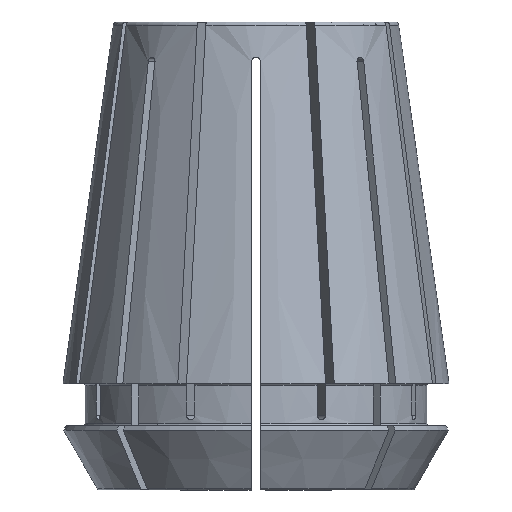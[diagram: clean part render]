
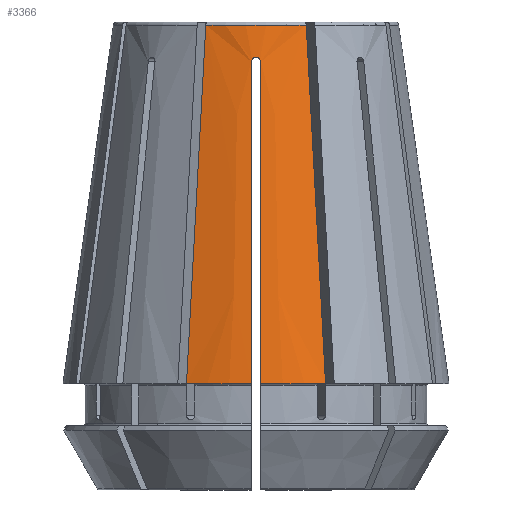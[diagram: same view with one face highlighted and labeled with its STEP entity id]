
A CAD part, front view. The second image highlights one B-rep face of the part: STEP entity #3366.
In plain terms, the highlighted conical face has half-angle 8 degrees and reference radius 16.5 mm.
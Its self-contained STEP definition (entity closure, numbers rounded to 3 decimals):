
#54=CONICAL_SURFACE('',#3703,16.5,0.14);
#669=B_SPLINE_CURVE_WITH_KNOTS('',3,(#5788,#5789,#5790,#5791,#5792,#5793,
#5794,#5795,#5796,#5797),.UNSPECIFIED.,.F.,.U.,(4,3,3,4),(0.02,
0.023,0.046,0.048),.UNSPECIFIED.);
#687=B_SPLINE_CURVE_WITH_KNOTS('',3,(#5928,#5929,#5930,#5931,#5932,#5933,
#5934),.UNSPECIFIED.,.F.,.U.,(4,3,4),(0.,0.021,
0.031),.UNSPECIFIED.);
#707=B_SPLINE_CURVE_WITH_KNOTS('',3,(#6102,#6103,#6104,#6105,#6106,#6107,
#6108),.UNSPECIFIED.,.F.,.U.,(4,3,4),(0.,0.021,
0.031),.UNSPECIFIED.);
#708=B_SPLINE_CURVE_WITH_KNOTS('',3,(#6109,#6110,#6111,#6112,#6113),
 .UNSPECIFIED.,.F.,.U.,(4,1,4),(0.,0.001,
0.001),.UNSPECIFIED.);
#709=B_SPLINE_CURVE_WITH_KNOTS('',3,(#6115,#6116,#6117,#6118,#6119,#6120,
#6121,#6122,#6123,#6124),.UNSPECIFIED.,.F.,.U.,(4,3,3,4),(0.02,
0.023,0.046,0.048),.UNSPECIFIED.);
#729=VERTEX_POINT('',#4521);
#730=VERTEX_POINT('',#4523);
#977=VERTEX_POINT('',#5453);
#978=VERTEX_POINT('',#5455);
#1049=VERTEX_POINT('',#5787);
#1061=VERTEX_POINT('',#5927);
#1077=VERTEX_POINT('',#6101);
#1078=VERTEX_POINT('',#6114);
#1085=CIRCLE('',#3409,16.5);
#1215=CIRCLE('',#3628,16.5);
#1238=CIRCLE('',#3704,12.194);
#1251=EDGE_CURVE('',#730,#729,#1085,.T.);
#1568=EDGE_CURVE('',#978,#977,#1215,.T.);
#1677=EDGE_CURVE('',#1049,#977,#669,.T.);
#1712=EDGE_CURVE('',#1061,#729,#687,.T.);
#1753=EDGE_CURVE('',#1077,#1061,#1238,.T.);
#1754=EDGE_CURVE('',#1077,#978,#707,.T.);
#1755=EDGE_CURVE('',#1049,#1078,#708,.T.);
#1756=EDGE_CURVE('',#1078,#730,#709,.T.);
#2600=ORIENTED_EDGE('',*,*,#1712,.F.);
#2601=ORIENTED_EDGE('',*,*,#1753,.F.);
#2602=ORIENTED_EDGE('',*,*,#1754,.T.);
#2603=ORIENTED_EDGE('',*,*,#1568,.T.);
#2604=ORIENTED_EDGE('',*,*,#1677,.F.);
#2605=ORIENTED_EDGE('',*,*,#1755,.T.);
#2606=ORIENTED_EDGE('',*,*,#1756,.T.);
#2607=ORIENTED_EDGE('',*,*,#1251,.T.);
#3006=EDGE_LOOP('',(#2600,#2601,#2602,#2603,#2604,#2605,#2606,#2607));
#3186=FACE_BOUND('',#3006,.T.);
#3366=ADVANCED_FACE('',(#3186),#54,.T.);
#3409=AXIS2_PLACEMENT_3D('',#4522,#3755,#3756);
#3628=AXIS2_PLACEMENT_3D('',#5454,#4221,#4222);
#3703=AXIS2_PLACEMENT_3D('',#6099,#4421,#4422);
#3704=AXIS2_PLACEMENT_3D('',#6100,#4423,#4424);
#3755=DIRECTION('',(0.,0.,1.));
#3756=DIRECTION('',(16.5,0.,0.));
#4221=DIRECTION('',(0.,0.,1.));
#4222=DIRECTION('',(16.5,0.,0.));
#4421=DIRECTION('',(0.,0.,-1.));
#4422=DIRECTION('',(-16.5,0.,0.));
#4423=DIRECTION('',(0.,0.,1.));
#4424=DIRECTION('',(12.194,0.,0.));
#4521=CARTESIAN_POINT('',(5.943,-15.393,9.3));
#4522=CARTESIAN_POINT('',(0.,0.,9.3));
#4523=CARTESIAN_POINT('',(0.4,-16.495,9.3));
#5453=CARTESIAN_POINT('',(-0.4,-16.495,9.3));
#5454=CARTESIAN_POINT('',(0.,0.,9.3));
#5455=CARTESIAN_POINT('',(-5.943,-15.393,9.3));
#5787=CARTESIAN_POINT('',(-0.4,-12.629,36.8));
#5788=CARTESIAN_POINT('',(-0.4,-12.629,36.8));
#5789=CARTESIAN_POINT('',(-0.4,-12.769,35.802));
#5790=CARTESIAN_POINT('',(-0.4,-12.909,34.805));
#5791=CARTESIAN_POINT('',(-0.4,-13.05,33.807));
#5792=CARTESIAN_POINT('',(-0.4,-14.113,26.241));
#5793=CARTESIAN_POINT('',(-0.4,-15.177,18.675));
#5794=CARTESIAN_POINT('',(-0.4,-16.241,11.109));
#5795=CARTESIAN_POINT('',(-0.4,-16.326,10.506));
#5796=CARTESIAN_POINT('',(-0.4,-16.41,9.903));
#5797=CARTESIAN_POINT('',(-0.4,-16.495,9.3));
#5927=CARTESIAN_POINT('',(4.294,-11.412,39.942));
#5928=CARTESIAN_POINT('',(4.294,-11.412,39.942));
#5929=CARTESIAN_POINT('',(4.674,-12.33,32.875));
#5930=CARTESIAN_POINT('',(5.055,-13.248,25.809));
#5931=CARTESIAN_POINT('',(5.435,-14.166,18.743));
#5932=CARTESIAN_POINT('',(5.604,-14.575,15.595));
#5933=CARTESIAN_POINT('',(5.774,-14.984,12.448));
#5934=CARTESIAN_POINT('',(5.943,-15.393,9.3));
#6099=CARTESIAN_POINT('',(0.,0.,9.3));
#6100=CARTESIAN_POINT('',(0.,0.,39.942));
#6101=CARTESIAN_POINT('',(-4.294,-11.412,39.942));
#6102=CARTESIAN_POINT('',(-4.294,-11.412,39.942));
#6103=CARTESIAN_POINT('',(-4.674,-12.33,32.875));
#6104=CARTESIAN_POINT('',(-5.055,-13.248,25.809));
#6105=CARTESIAN_POINT('',(-5.435,-14.166,18.743));
#6106=CARTESIAN_POINT('',(-5.604,-14.575,15.595));
#6107=CARTESIAN_POINT('',(-5.774,-14.984,12.448));
#6108=CARTESIAN_POINT('',(-5.943,-15.393,9.3));
#6109=CARTESIAN_POINT('',(-0.4,-12.629,36.8));
#6110=CARTESIAN_POINT('',(-0.4,-12.599,37.01));
#6111=CARTESIAN_POINT('',(-0.001,-12.559,37.39));
#6112=CARTESIAN_POINT('',(0.4,-12.599,37.01));
#6113=CARTESIAN_POINT('',(0.4,-12.629,36.8));
#6114=CARTESIAN_POINT('',(0.4,-12.629,36.8));
#6115=CARTESIAN_POINT('',(0.4,-12.629,36.8));
#6116=CARTESIAN_POINT('',(0.4,-12.769,35.802));
#6117=CARTESIAN_POINT('',(0.4,-12.909,34.805));
#6118=CARTESIAN_POINT('',(0.4,-13.05,33.807));
#6119=CARTESIAN_POINT('',(0.4,-14.113,26.241));
#6120=CARTESIAN_POINT('',(0.4,-15.177,18.675));
#6121=CARTESIAN_POINT('',(0.4,-16.241,11.109));
#6122=CARTESIAN_POINT('',(0.4,-16.326,10.506));
#6123=CARTESIAN_POINT('',(0.4,-16.41,9.903));
#6124=CARTESIAN_POINT('',(0.4,-16.495,9.3));
